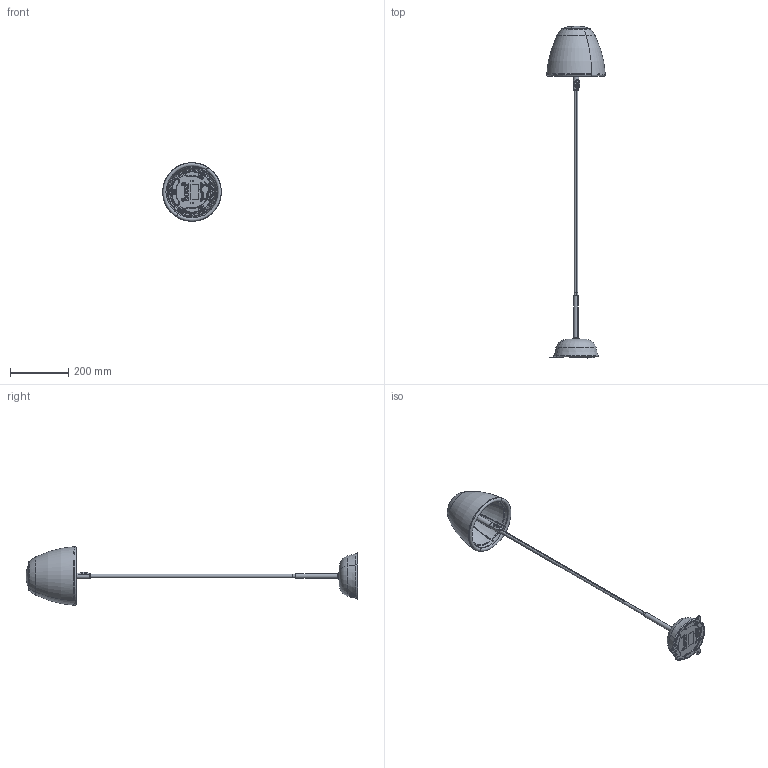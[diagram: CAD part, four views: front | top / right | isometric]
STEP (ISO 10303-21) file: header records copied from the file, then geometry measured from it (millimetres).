
FILE_DESCRIPTION (( 'STEP AP214' ), '1' );
FILE_NAME ('ATTICUS P-114-R OUTDOOR 31011324YY.STEP', '2023-01-16T08:19:25', ( '' ), ( '' ), 'SwSTEP 2.0', 'SolidWorks 2019', '' );
FILE_SCHEMA (( 'AUTOMOTIVE_DESIGN' ));
Length unit declared in the file: millimetre
Products named in the file (24): 000-D7991-310 A2; 000-SUB310-GPO OPT_BATT; 000-D7991-312A2; 000-310-58; 000-310-93; 000-310-59; Pieza2^ATTICUS P-114-R OUTDOOR 31011324YY; 000-310-08; 000-310-81; 000-310-78; 000-310-53; 000-310-14; 000-310-92; 000-310-10; 000-310-104; 000-310-91; 000-310-13; 000-TORICA NBR 18X1; 000-310-82; 000-310-76; 000-310-15; ATTICUS P-114-R OUTDOOR 31011324YY; 000-310-86; 000-310-55
Assembly tree (32 placements, depth 3):
  Pieza2^ATTICUS P-114-R OUTDOOR 31011324YY
  ATTICUS P-114-R OUTDOOR 31011324YY
    000-310-78
    000-310-92
    000-310-76
    000-310-91  x3
    000-310-93  x3
    000-D7991-312A2  x3
    000-310-15  x3
    000-310-81
      000-310-08
      000-310-86
      000-310-14
      000-310-82
    000-310-10
    000-SUB310-GPO OPT_BATT
      000-310-55
      000-310-13
      000-310-53
      000-310-58
      000-D7991-310 A2  x3
      000-310-59
    000-310-104
    000-TORICA NBR 18X1
Bounding box: 202.3 x 1142.88 x 202.3 mm (x, y, z)
Volume: 464751.1 mm3; surface area: 546166.9 mm2
Topology: 35 solids, 36 shells, 1115 faces, 2660 edges, 1637 vertices
Faces by surface type: cylinder 345, plane 263, torus 216, cone 142, bspline 139, sphere 10
Entity records: 33320 total; most frequent: CARTESIAN_POINT 10139, DIRECTION 4580, ORIENTED_EDGE 4404, EDGE_CURVE 2202, AXIS2_PLACEMENT_3D 1919, VERTEX_POINT 1357, CIRCLE 1088, EDGE_LOOP 1045
